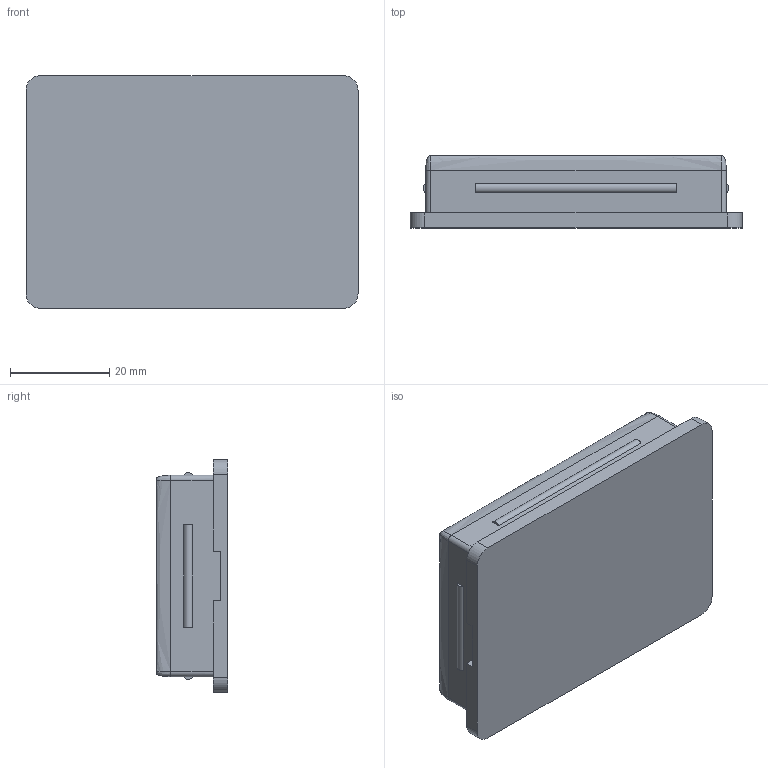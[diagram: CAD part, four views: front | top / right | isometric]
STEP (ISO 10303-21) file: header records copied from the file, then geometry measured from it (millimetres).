
FILE_DESCRIPTION (( 'STEP AP214' ), '1' );
FILE_NAME ('Case 2.STEP', '2024-06-10T01:15:35', ( '' ), ( '' ), 'SwSTEP 2.0', 'SolidWorks 2023', '' );
FILE_SCHEMA (( 'AUTOMOTIVE_DESIGN' ));
Length unit declared in the file: millimetre
Products named in the file (1): Case 2
Bounding box: 67 x 14.5 x 47 mm (x, y, z)
Volume: 12023.1 mm3; surface area: 11434.4 mm2
Topology: 1 solids, 1 shells, 53 faces, 130 edges, 84 vertices
Faces by surface type: plane 31, cylinder 14, bspline 8
Entity records: 1671 total; most frequent: CARTESIAN_POINT 460, ORIENTED_EDGE 260, DIRECTION 222, EDGE_CURVE 130, VERTEX_POINT 84, VECTOR 82, LINE 82, AXIS2_PLACEMENT_3D 70
